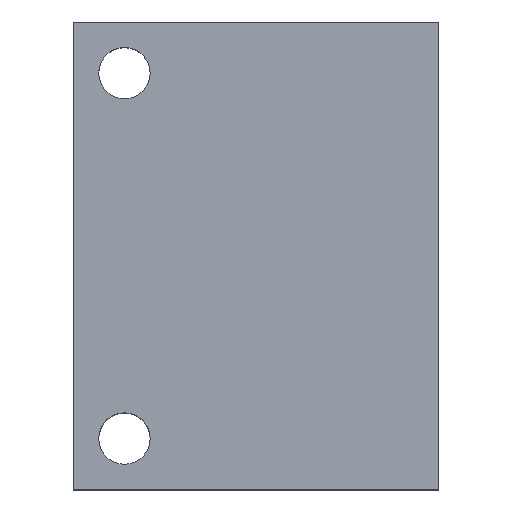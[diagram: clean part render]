
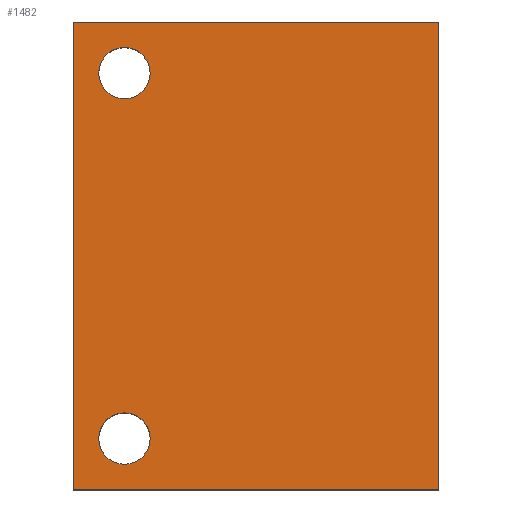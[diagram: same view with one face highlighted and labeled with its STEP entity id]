
A CAD part, top view. The second image highlights one B-rep face of the part: STEP entity #1482.
In plain terms, the highlighted planar face has unit normal (0, 0, 1).
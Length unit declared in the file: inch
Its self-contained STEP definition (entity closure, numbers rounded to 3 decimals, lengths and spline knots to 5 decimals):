
#730=CARTESIAN_POINT('',(1.0,2.56,0.5));
#731=VERTEX_POINT('',#730);
#738=CARTESIAN_POINT('',(1.0,0.0,0.5));
#739=VERTEX_POINT('',#738);
#740=CARTESIAN_POINT('',(1.0,2.56,0.5));
#741=DIRECTION('',(0.0,-1.0,0.0));
#742=VECTOR('',#741,2.56);
#743=LINE('',#740,#742);
#744=EDGE_CURVE('',#731,#739,#743,.T.);
#1025=CARTESIAN_POINT('',(-1.0,2.56,0.5));
#1026=VERTEX_POINT('',#1025);
#1033=CARTESIAN_POINT('',(-1.0,2.56,0.5));
#1034=DIRECTION('',(1.0,0.0,0.0));
#1035=VECTOR('',#1034,2.0);
#1036=LINE('',#1033,#1035);
#1037=EDGE_CURVE('',#1026,#731,#1036,.T.);
#1327=CARTESIAN_POINT('',(-0.5795,2.28,0.5));
#1328=VERTEX_POINT('',#1327);
#1329=CARTESIAN_POINT('',(-0.72,2.28,0.5));
#1330=DIRECTION('',(0.0,0.0,-1.0));
#1331=DIRECTION('',(1.0,0.0,0.0));
#1332=AXIS2_PLACEMENT_3D('',#1329,#1330,#1331);
#1333=CIRCLE('',#1332,0.1405);
#1334=EDGE_CURVE('',#1328,#1328,#1333,.T.);
#1376=CARTESIAN_POINT('',(-0.5795,0.28,0.5));
#1377=VERTEX_POINT('',#1376);
#1378=CARTESIAN_POINT('',(-0.72,0.28,0.5));
#1379=DIRECTION('',(0.0,0.0,-1.0));
#1380=DIRECTION('',(1.0,0.0,0.0));
#1381=AXIS2_PLACEMENT_3D('',#1378,#1379,#1380);
#1382=CIRCLE('',#1381,0.1405);
#1383=EDGE_CURVE('',#1377,#1377,#1382,.T.);
#1423=CARTESIAN_POINT('',(-1.0,0.0,0.5));
#1424=VERTEX_POINT('',#1423);
#1425=CARTESIAN_POINT('',(-1.0,0.0,0.5));
#1426=DIRECTION('',(0.0,1.0,0.0));
#1427=VECTOR('',#1426,2.56);
#1428=LINE('',#1425,#1427);
#1429=EDGE_CURVE('',#1424,#1026,#1428,.T.);
#1450=CARTESIAN_POINT('',(1.0,0.0,0.5));
#1451=DIRECTION('',(-1.0,0.0,0.0));
#1452=VECTOR('',#1451,2.0);
#1453=LINE('',#1450,#1452);
#1454=EDGE_CURVE('',#739,#1424,#1453,.T.);
#1465=CARTESIAN_POINT('',(0.0,1.28,0.5));
#1466=DIRECTION('',(0.0,0.0,1.0));
#1467=DIRECTION('',(1.0,0.0,0.0));
#1468=AXIS2_PLACEMENT_3D('',#1465,#1466,#1467);
#1469=PLANE('',#1468);
#1470=ORIENTED_EDGE('',*,*,#1429,.F.);
#1471=ORIENTED_EDGE('',*,*,#1454,.F.);
#1472=ORIENTED_EDGE('',*,*,#744,.F.);
#1473=ORIENTED_EDGE('',*,*,#1037,.F.);
#1474=EDGE_LOOP('',(#1470,#1471,#1472,#1473));
#1475=FACE_OUTER_BOUND('',#1474,.T.);
#1476=ORIENTED_EDGE('',*,*,#1334,.T.);
#1477=EDGE_LOOP('',(#1476));
#1478=FACE_BOUND('',#1477,.T.);
#1479=ORIENTED_EDGE('',*,*,#1383,.T.);
#1480=EDGE_LOOP('',(#1479));
#1481=FACE_BOUND('',#1480,.T.);
#1482=ADVANCED_FACE('',(#1475,#1478,#1481),#1469,.T.);
